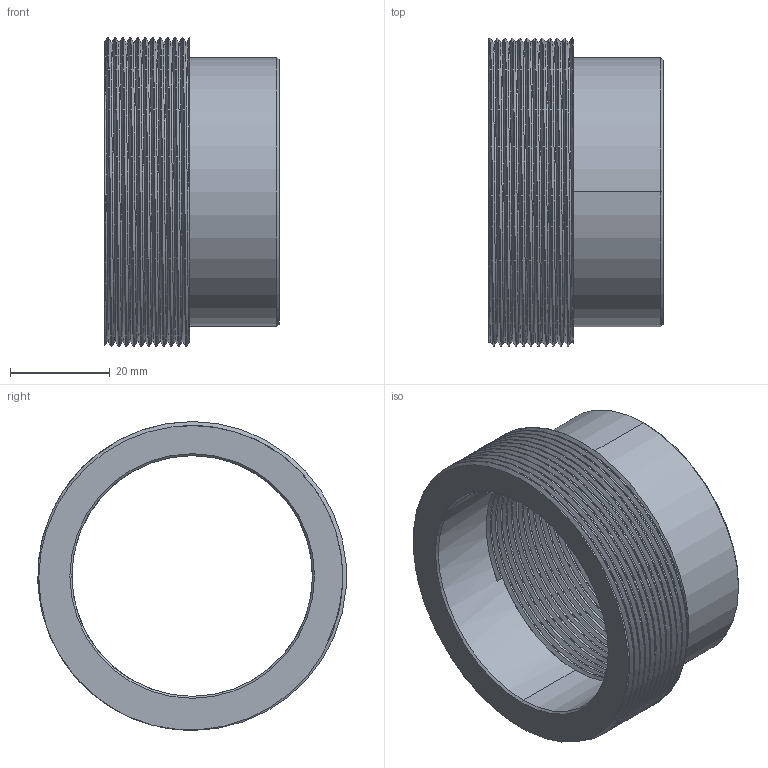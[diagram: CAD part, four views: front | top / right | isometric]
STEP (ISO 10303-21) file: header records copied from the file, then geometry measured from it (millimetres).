
FILE_DESCRIPTION (( 'STEP AP203' ), '1' );
FILE_NAME ('LR-131-G 1 1-2_17106870.STEP', '2024-09-03T10:21:50', ( '' ), ( '' ), 'SwSTEP 2.0', 'SolidWorks 2024', '' );
FILE_SCHEMA (( 'CONFIG_CONTROL_DESIGN' ));
Length unit declared in the file: millimetre
Products named in the file (1): LR-131-G 1 1-2_17106870
Bounding box: 35 x 61.88 x 62 mm (x, y, z)
Volume: 25738.7 mm3; surface area: 17753.5 mm2
Topology: 1 solids, 1 shells, 67 faces, 189 edges, 125 vertices
Faces by surface type: cylinder 53, bspline 6, cone 4, plane 4
Entity records: 6557 total; most frequent: CARTESIAN_POINT 5100, ORIENTED_EDGE 378, DIRECTION 205, EDGE_CURVE 189, VERTEX_POINT 125, AXIS2_PLACEMENT_3D 74, EDGE_LOOP 70, FACE_OUTER_BOUND 67
